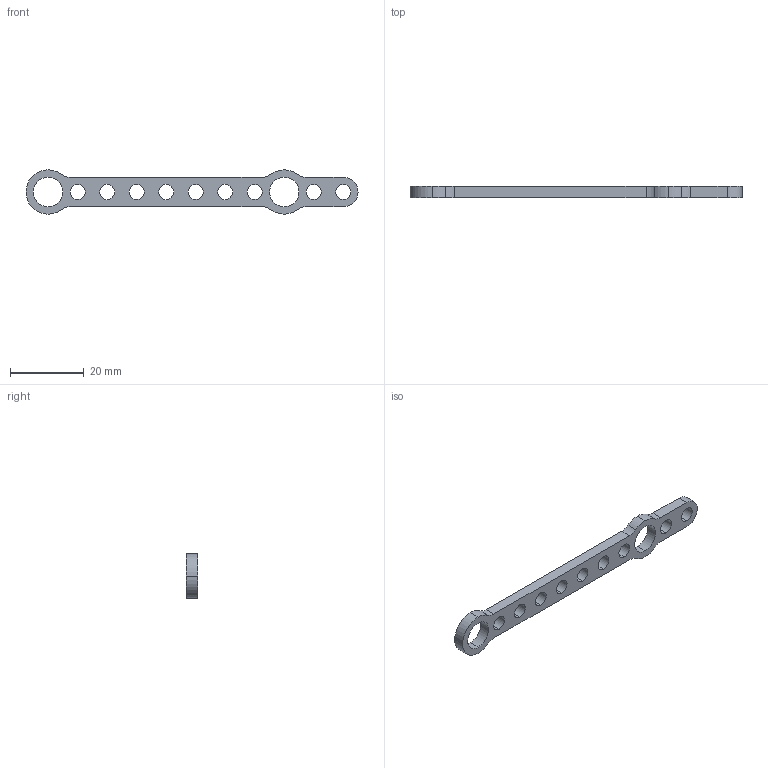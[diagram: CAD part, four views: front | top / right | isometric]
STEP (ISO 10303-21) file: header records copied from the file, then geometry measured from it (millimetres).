
FILE_DESCRIPTION (( 'STEP AP214' ), '1' );
FILE_NAME ('Plate A8mm粣謫蟀諉え.step', '2016-10-28T04:09:37', ( 'dell' ), ( '' ), 'SwSTEP 2.0', 'SolidWorks 2013', '' );
FILE_SCHEMA (( 'AUTOMOTIVE_DESIGN' ));
Length unit declared in the file: millimetre
Products named in the file (1): Plate A8mm粣謫蟀諉え
Bounding box: 90 x 3 x 12 mm (x, y, z)
Volume: 1622.8 mm3; surface area: 2162.5 mm2
Topology: 1 solids, 1 shells, 43 faces, 123 edges, 82 vertices
Faces by surface type: cylinder 37, plane 6
Entity records: 1540 total; most frequent: DIRECTION 285, CARTESIAN_POINT 249, ORIENTED_EDGE 246, EDGE_CURVE 123, AXIS2_PLACEMENT_3D 118, VERTEX_POINT 82, CIRCLE 74, EDGE_LOOP 65
